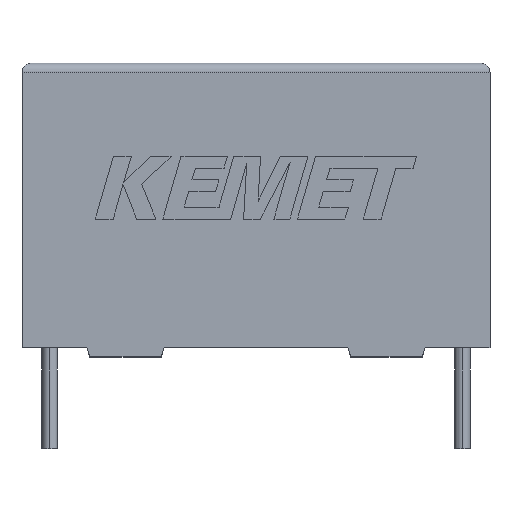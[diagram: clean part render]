
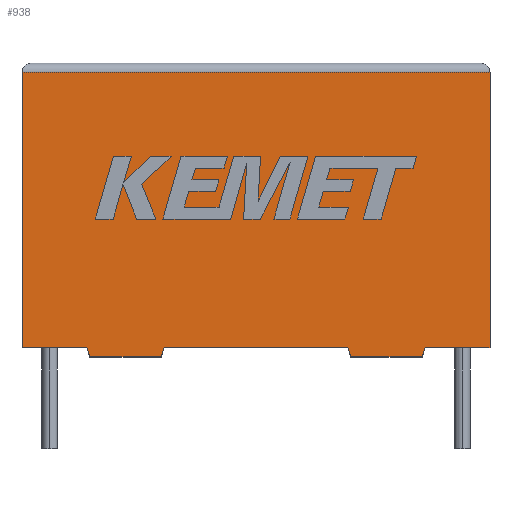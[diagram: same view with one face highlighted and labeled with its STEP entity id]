
A CAD part, top view. The second image highlights one B-rep face of the part: STEP entity #938.
In plain terms, the highlighted planar face has unit normal (0, 0, 1).
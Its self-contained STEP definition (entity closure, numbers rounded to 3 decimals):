
#53 = CARTESIAN_POINT ( 'NONE',  ( 7.591, -0.5, 6.5 ) ) ;
#84 = CARTESIAN_POINT ( 'NONE',  ( 3.69, -0.5, 6.5 ) ) ;
#124 = DIRECTION ( 'NONE',  ( 0., -1., 0. ) ) ;
#135 = VERTEX_POINT ( 'NONE', #1883 ) ;
#138 = VERTEX_POINT ( 'NONE', #649 ) ;
#238 = LINE ( 'NONE', #471, #486 ) ;
#251 = CARTESIAN_POINT ( 'NONE',  ( 0., 15., 6.5 ) ) ;
#306 = VECTOR ( 'NONE', #895, 1000. ) ;
#407 = EDGE_CURVE ( 'NONE', #2638, #2353, #913, .T. ) ;
#471 = CARTESIAN_POINT ( 'NONE',  ( 0., 0., 6.5 ) ) ;
#486 = VECTOR ( 'NONE', #2741, 1000. ) ;
#492 = ORIENTED_EDGE ( 'NONE', *, *, #2134, .F. ) ;
#497 = PLANE ( 'NONE',  #1376 ) ;
#550 = CARTESIAN_POINT ( 'NONE',  ( 21.81, -0.5, 6.5 ) ) ;
#560 = VECTOR ( 'NONE', #1635, 1000. ) ;
#564 = CARTESIAN_POINT ( 'NONE',  ( 25.5, 15., 6.5 ) ) ;
#620 = VERTEX_POINT ( 'NONE', #550 ) ;
#649 = CARTESIAN_POINT ( 'NONE',  ( 17.759, 0., 6.5 ) ) ;
#701 = EDGE_CURVE ( 'NONE', #2353, #1910, #2305, .T. ) ;
#703 = VECTOR ( 'NONE', #2967, 1000. ) ;
#719 = DIRECTION ( 'NONE',  ( -1., 0., 0. ) ) ;
#743 = EDGE_CURVE ( 'NONE', #2235, #2638, #2831, .T. ) ;
#751 = CARTESIAN_POINT ( 'NONE',  ( 17.909, -0.5, 6.5 ) ) ;
#756 = CARTESIAN_POINT ( 'NONE',  ( 21.81, -0.5, 6.5 ) ) ;
#780 = CARTESIAN_POINT ( 'NONE',  ( 21.96, 0., 6.5 ) ) ;
#784 = CARTESIAN_POINT ( 'NONE',  ( 0., 15., 6.5 ) ) ;
#855 = CARTESIAN_POINT ( 'NONE',  ( 21.96, 0., 6.5 ) ) ;
#874 = LINE ( 'NONE', #855, #1564 ) ;
#895 = DIRECTION ( 'NONE',  ( 0.287, 0.958, 0. ) ) ;
#908 = LINE ( 'NONE', #1670, #560 ) ;
#913 = LINE ( 'NONE', #2921, #948 ) ;
#938 = ADVANCED_FACE ( 'NONE', ( #2448 ), #497, .F. ) ;
#948 = VECTOR ( 'NONE', #3122, 1000. ) ;
#959 = EDGE_CURVE ( 'NONE', #620, #1341, #2019, .T. ) ;
#985 = EDGE_CURVE ( 'NONE', #3171, #2708, #2777, .T. ) ;
#1068 = DIRECTION ( 'NONE',  ( 1., 0., 0. ) ) ;
#1089 = VERTEX_POINT ( 'NONE', #784 ) ;
#1152 = ORIENTED_EDGE ( 'NONE', *, *, #1329, .T. ) ;
#1166 = VECTOR ( 'NONE', #3143, 1000. ) ;
#1188 = ORIENTED_EDGE ( 'NONE', *, *, #985, .T. ) ;
#1221 = CARTESIAN_POINT ( 'NONE',  ( 25.5, 0., 6.5 ) ) ;
#1252 = DIRECTION ( 'NONE',  ( 0., 0., -1. ) ) ;
#1313 = CARTESIAN_POINT ( 'NONE',  ( 0., 0., 6.5 ) ) ;
#1322 = CARTESIAN_POINT ( 'NONE',  ( 7.591, -0.5, 6.5 ) ) ;
#1324 = CARTESIAN_POINT ( 'NONE',  ( 3.54, 0., 6.5 ) ) ;
#1329 = EDGE_CURVE ( 'NONE', #2997, #1089, #1759, .T. ) ;
#1341 = VERTEX_POINT ( 'NONE', #751 ) ;
#1344 = LINE ( 'NONE', #1313, #3209 ) ;
#1376 = AXIS2_PLACEMENT_3D ( 'NONE', #1509, #1252, #3168 ) ;
#1378 = CARTESIAN_POINT ( 'NONE',  ( 17.909, -0.5, 6.5 ) ) ;
#1439 = LINE ( 'NONE', #1378, #2388 ) ;
#1488 = EDGE_LOOP ( 'NONE', ( #2885, #1152, #2789, #1839, #3169, #2312, #1911, #2070, #492, #1866, #2073, #1188 ) ) ;
#1509 = CARTESIAN_POINT ( 'NONE',  ( 0., 0., 6.5 ) ) ;
#1511 = CARTESIAN_POINT ( 'NONE',  ( 3.54, 0., 6.5 ) ) ;
#1531 = DIRECTION ( 'NONE',  ( 1., 0., 0. ) ) ;
#1539 = CARTESIAN_POINT ( 'NONE',  ( 7.741, 0., 6.5 ) ) ;
#1564 = VECTOR ( 'NONE', #2859, 1000. ) ;
#1573 = EDGE_CURVE ( 'NONE', #2708, #2997, #908, .T. ) ;
#1635 = DIRECTION ( 'NONE',  ( 0., 1., 0. ) ) ;
#1670 = CARTESIAN_POINT ( 'NONE',  ( 25.5, 0., 6.5 ) ) ;
#1759 = LINE ( 'NONE', #251, #2409 ) ;
#1811 = EDGE_CURVE ( 'NONE', #1910, #138, #238, .T. ) ;
#1839 = ORIENTED_EDGE ( 'NONE', *, *, #1928, .T. ) ;
#1866 = ORIENTED_EDGE ( 'NONE', *, *, #959, .F. ) ;
#1883 = CARTESIAN_POINT ( 'NONE',  ( 0., 0., 6.5 ) ) ;
#1910 = VERTEX_POINT ( 'NONE', #1539 ) ;
#1911 = ORIENTED_EDGE ( 'NONE', *, *, #701, .T. ) ;
#1928 = EDGE_CURVE ( 'NONE', #135, #2235, #1344, .T. ) ;
#1936 = CARTESIAN_POINT ( 'NONE',  ( 0., 0., 6.5 ) ) ;
#2019 = LINE ( 'NONE', #756, #703 ) ;
#2070 = ORIENTED_EDGE ( 'NONE', *, *, #1811, .T. ) ;
#2073 = ORIENTED_EDGE ( 'NONE', *, *, #2349, .F. ) ;
#2134 = EDGE_CURVE ( 'NONE', #1341, #138, #1439, .T. ) ;
#2215 = CARTESIAN_POINT ( 'NONE',  ( 0., 0., 6.5 ) ) ;
#2223 = VECTOR ( 'NONE', #1531, 1000. ) ;
#2235 = VERTEX_POINT ( 'NONE', #1511 ) ;
#2305 = LINE ( 'NONE', #53, #306 ) ;
#2312 = ORIENTED_EDGE ( 'NONE', *, *, #407, .T. ) ;
#2349 = EDGE_CURVE ( 'NONE', #3171, #620, #874, .T. ) ;
#2353 = VERTEX_POINT ( 'NONE', #1322 ) ;
#2388 = VECTOR ( 'NONE', #3131, 1000. ) ;
#2409 = VECTOR ( 'NONE', #719, 1000. ) ;
#2448 = FACE_OUTER_BOUND ( 'NONE', #1488, .T. ) ;
#2638 = VERTEX_POINT ( 'NONE', #84 ) ;
#2708 = VERTEX_POINT ( 'NONE', #1221 ) ;
#2741 = DIRECTION ( 'NONE',  ( 1., 0., 0. ) ) ;
#2777 = LINE ( 'NONE', #2215, #2223 ) ;
#2789 = ORIENTED_EDGE ( 'NONE', *, *, #3037, .T. ) ;
#2831 = LINE ( 'NONE', #1324, #1166 ) ;
#2859 = DIRECTION ( 'NONE',  ( -0.287, -0.958, 0. ) ) ;
#2885 = ORIENTED_EDGE ( 'NONE', *, *, #1573, .T. ) ;
#2921 = CARTESIAN_POINT ( 'NONE',  ( 3.69, -0.5, 6.5 ) ) ;
#2967 = DIRECTION ( 'NONE',  ( -1., 0., 0. ) ) ;
#2997 = VERTEX_POINT ( 'NONE', #564 ) ;
#3037 = EDGE_CURVE ( 'NONE', #1089, #135, #3177, .T. ) ;
#3122 = DIRECTION ( 'NONE',  ( 1., 0., 0. ) ) ;
#3131 = DIRECTION ( 'NONE',  ( -0.287, 0.958, 0. ) ) ;
#3143 = DIRECTION ( 'NONE',  ( 0.287, -0.958, 0. ) ) ;
#3168 = DIRECTION ( 'NONE',  ( -1., 0., 0. ) ) ;
#3169 = ORIENTED_EDGE ( 'NONE', *, *, #743, .T. ) ;
#3171 = VERTEX_POINT ( 'NONE', #780 ) ;
#3177 = LINE ( 'NONE', #1936, #3204 ) ;
#3204 = VECTOR ( 'NONE', #124, 1000. ) ;
#3209 = VECTOR ( 'NONE', #1068, 1000. ) ;
